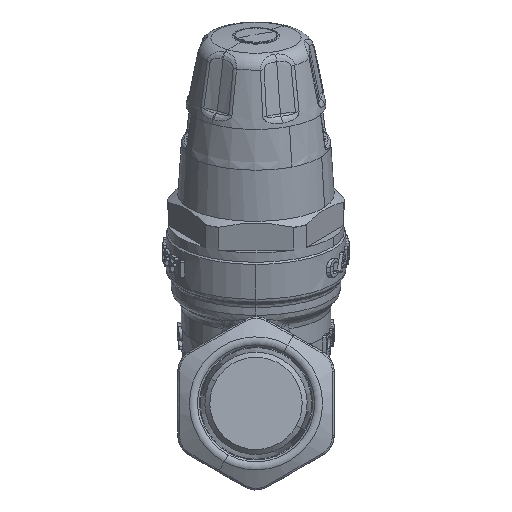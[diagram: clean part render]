
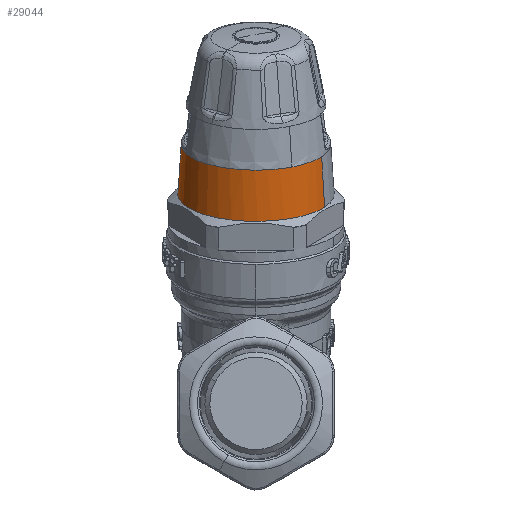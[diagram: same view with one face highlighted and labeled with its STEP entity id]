
A CAD part, front view. The second image highlights one B-rep face of the part: STEP entity #29044.
In plain terms, the highlighted face is a revolution surface.
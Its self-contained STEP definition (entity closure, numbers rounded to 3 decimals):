
#13375=CARTESIAN_POINT('Vertex',(10.787,-45.784,68.058)) ;
#13378=CARTESIAN_POINT('Axis2P3D Location',(0.,-27.229,74.811)) ;
#13382=CARTESIAN_POINT('Vertex',(19.746,-37.366,71.122)) ;
#13991=CARTESIAN_POINT('Vertex',(-19.746,-17.093,78.501)) ;
#13994=CARTESIAN_POINT('Axis2P3D Location',(0.,-27.229,74.811)) ;
#28970=CARTESIAN_POINT('Vertex',(20.623,-32.344,55.923)) ;
#28973=CARTESIAN_POINT('Axis2P3D Location',(0.,-21.757,59.776)) ;
#28977=CARTESIAN_POINT('Vertex',(-20.623,-11.17,63.63)) ;
#29017=CARTESIAN_POINT('Control Point',(-23.5,-21.757,59.776)) ;
#29018=CARTESIAN_POINT('Control Point',(-23.338,-23.584,64.796)) ;
#29019=CARTESIAN_POINT('Control Point',(-23.004,-25.409,69.811)) ;
#29020=CARTESIAN_POINT('Control Point',(-22.5,-27.229,74.811)) ;
#29021=CARTESIAN_POINT('Axis1P Location',(0.,-24.493,67.294)) ;
#29026=CARTESIAN_POINT('Control Point',(20.623,-32.344,55.923)) ;
#29027=CARTESIAN_POINT('Control Point',(20.481,-34.098,60.97)) ;
#29028=CARTESIAN_POINT('Control Point',(20.188,-35.773,66.039)) ;
#29029=CARTESIAN_POINT('Control Point',(19.746,-37.366,71.122)) ;
#29032=CARTESIAN_POINT('Control Point',(-20.623,-11.17,63.63)) ;
#29033=CARTESIAN_POINT('Control Point',(-20.481,-13.07,68.623)) ;
#29034=CARTESIAN_POINT('Control Point',(-20.188,-15.046,73.584)) ;
#29035=CARTESIAN_POINT('Control Point',(-19.746,-17.093,78.501)) ;
#13379=DIRECTION('Axis2P3D Direction',(0.,-0.342,0.94)) ;
#13995=DIRECTION('Axis2P3D Direction',(0.,-0.342,0.94)) ;
#28974=DIRECTION('Axis2P3D Direction',(0.,0.342,-0.94)) ;
#29022=DIRECTION('Axis1P Direction',(0.,0.342,-0.94)) ;
#13380=AXIS2_PLACEMENT_3D('Circle Axis2P3D',#13378,#13379,$) ;
#13996=AXIS2_PLACEMENT_3D('Circle Axis2P3D',#13994,#13995,$) ;
#28975=AXIS2_PLACEMENT_3D('Circle Axis2P3D',#28973,#28974,$) ;
#29038=ORIENTED_EDGE('',*,*,#28979,.F.) ;
#29039=ORIENTED_EDGE('',*,*,#29030,.T.) ;
#29040=ORIENTED_EDGE('',*,*,#13384,.T.) ;
#29041=ORIENTED_EDGE('',*,*,#13998,.T.) ;
#29042=ORIENTED_EDGE('',*,*,#29036,.F.) ;
#29044=ADVANCED_FACE('PartBody',(#29043),#29024,.F.) ;
#29023=AXIS1_PLACEMENT('Revolution Surface Axis1P',#29021,#29022) ;
#29016=B_SPLINE_CURVE_WITH_KNOTS('',3,(#29017,#29018,#29019,#29020),.UNSPECIFIED.,.F.,.U.,(4,4),(7.588,23.622),.UNSPECIFIED.) ;
#29025=B_SPLINE_CURVE_WITH_KNOTS('',3,(#29026,#29027,#29028,#29029),.UNSPECIFIED.,.F.,.U.,(4,4),(7.588,23.622),.UNSPECIFIED.) ;
#29031=B_SPLINE_CURVE_WITH_KNOTS('',3,(#29032,#29033,#29034,#29035),.UNSPECIFIED.,.F.,.U.,(4,4),(7.588,23.622),.UNSPECIFIED.) ;
#13381=CIRCLE('generated circle',#13380,22.5) ;
#13997=CIRCLE('generated circle',#13996,22.5) ;
#28976=CIRCLE('generated circle',#28975,23.5) ;
#13384=EDGE_CURVE('',#13383,#13376,#13381,.F.) ;
#13998=EDGE_CURVE('',#13376,#13992,#13997,.F.) ;
#28979=EDGE_CURVE('',#28971,#28978,#28976,.T.) ;
#29030=EDGE_CURVE('',#28971,#13383,#29025,.T.) ;
#29036=EDGE_CURVE('',#28978,#13992,#29031,.T.) ;
#29037=EDGE_LOOP('',(#29038,#29039,#29040,#29041,#29042)) ;
#29043=FACE_OUTER_BOUND('',#29037,.T.) ;
#29024=SURFACE_OF_REVOLUTION('Surface of Revolution',#29016,#29023) ;
#13376=VERTEX_POINT('',#13375) ;
#13383=VERTEX_POINT('',#13382) ;
#13992=VERTEX_POINT('',#13991) ;
#28971=VERTEX_POINT('',#28970) ;
#28978=VERTEX_POINT('',#28977) ;
